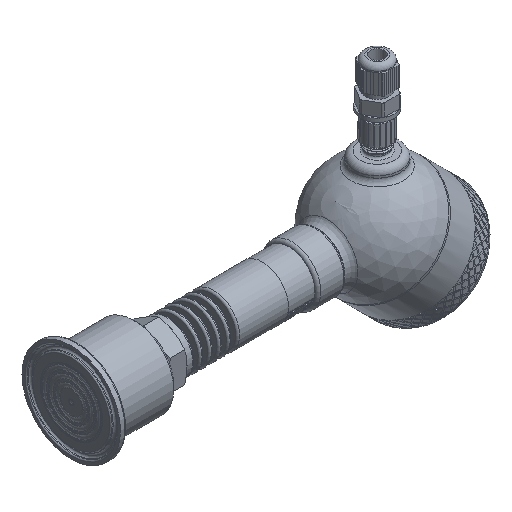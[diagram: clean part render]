
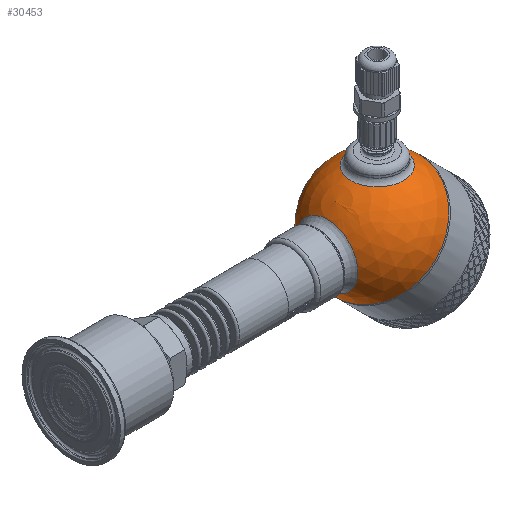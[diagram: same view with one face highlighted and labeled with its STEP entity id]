
A CAD part, isometric view. The second image highlights one B-rep face of the part: STEP entity #30453.
In plain terms, the highlighted spherical face has radius 30 mm.
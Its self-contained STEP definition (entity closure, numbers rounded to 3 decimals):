
#69=SPHERICAL_SURFACE('',#31926,30.);
#1346=FACE_BOUND('',#5535,.T.);
#1347=FACE_BOUND('',#5536,.T.);
#3452=FACE_OUTER_BOUND('',#5534,.T.);
#5534=EDGE_LOOP('',(#27147,#27148,#27149,#27150));
#5535=EDGE_LOOP('',(#27151));
#5536=EDGE_LOOP('',(#27152));
#6307=CIRCLE('',#31923,15.643);
#6310=CIRCLE('',#31927,30.);
#6311=CIRCLE('',#31928,30.);
#6312=CIRCLE('',#31929,30.);
#6313=CIRCLE('',#31930,13.5);
#14176=VERTEX_POINT('',#76015);
#14178=VERTEX_POINT('',#76021);
#14179=VERTEX_POINT('',#76022);
#14180=VERTEX_POINT('',#76024);
#14181=VERTEX_POINT('',#76027);
#18573=EDGE_CURVE('',#14176,#14176,#6307,.T.);
#18576=EDGE_CURVE('',#14178,#14179,#6310,.T.);
#18577=EDGE_CURVE('',#14178,#14180,#6311,.T.);
#18578=EDGE_CURVE('',#14179,#14178,#6312,.T.);
#18579=EDGE_CURVE('',#14181,#14181,#6313,.T.);
#27147=ORIENTED_EDGE('',*,*,#18576,.F.);
#27148=ORIENTED_EDGE('',*,*,#18577,.T.);
#27149=ORIENTED_EDGE('',*,*,#18577,.F.);
#27150=ORIENTED_EDGE('',*,*,#18578,.F.);
#27151=ORIENTED_EDGE('',*,*,#18573,.F.);
#27152=ORIENTED_EDGE('',*,*,#18579,.F.);
#30453=ADVANCED_FACE('',(#3452,#1346,#1347),#69,.T.);
#31923=AXIS2_PLACEMENT_3D('',#76016,#35408,#35409);
#31926=AXIS2_PLACEMENT_3D('',#76020,#35414,#35415);
#31927=AXIS2_PLACEMENT_3D('',#76023,#35416,#35417);
#31928=AXIS2_PLACEMENT_3D('',#76025,#35418,#35419);
#31929=AXIS2_PLACEMENT_3D('',#76026,#35420,#35421);
#31930=AXIS2_PLACEMENT_3D('',#76028,#35422,#35423);
#35408=DIRECTION('center_axis',(-0.707,0.,0.707));
#35409=DIRECTION('ref_axis',(0.707,0.,0.707));
#35414=DIRECTION('center_axis',(1.,0.,0.));
#35415=DIRECTION('ref_axis',(0.,-1.,0.));
#35416=DIRECTION('center_axis',(1.,0.,0.));
#35417=DIRECTION('ref_axis',(0.,1.,0.));
#35418=DIRECTION('center_axis',(0.,0.,1.));
#35419=DIRECTION('ref_axis',(0.,1.,0.));
#35420=DIRECTION('center_axis',(1.,0.,0.));
#35421=DIRECTION('ref_axis',(0.,1.,0.));
#35422=DIRECTION('center_axis',(-0.707,0.,-0.707));
#35423=DIRECTION('ref_axis',(-0.707,0.,0.707));
#76015=CARTESIAN_POINT('',(-29.162,0.,7.04));
#76016=CARTESIAN_POINT('Origin',(-18.101,0.,18.101));
#76020=CARTESIAN_POINT('Origin',(0.,0.,0.));
#76021=CARTESIAN_POINT('',(0.,30.,0.));
#76022=CARTESIAN_POINT('',(0.,-30.,0.));
#76023=CARTESIAN_POINT('Origin',(0.,0.,0.));
#76024=CARTESIAN_POINT('',(-30.,0.,0.));
#76025=CARTESIAN_POINT('Origin',(0.,0.,0.));
#76026=CARTESIAN_POINT('Origin',(0.,0.,0.));
#76027=CARTESIAN_POINT('',(-9.398,0.,-28.49));
#76028=CARTESIAN_POINT('Origin',(-18.944,0.,-18.944));
